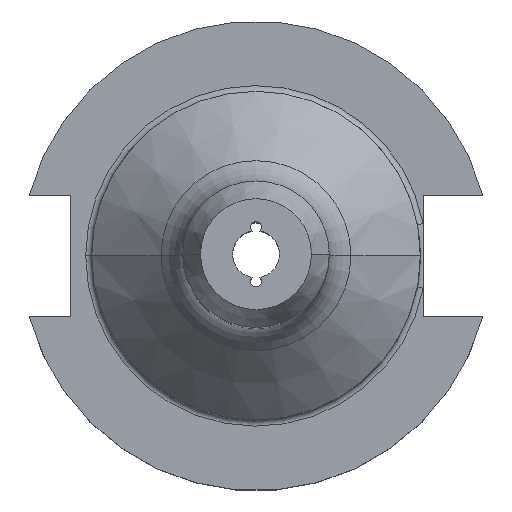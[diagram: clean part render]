
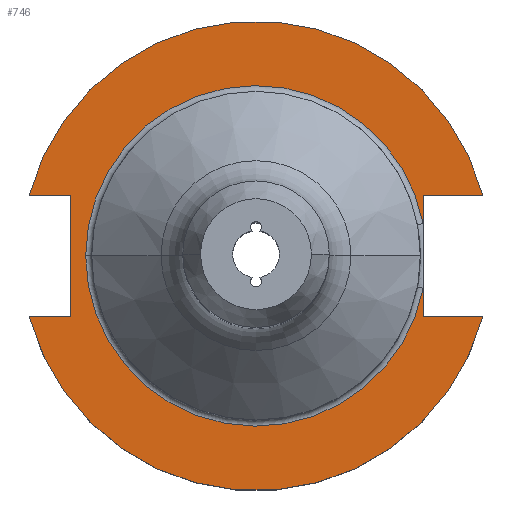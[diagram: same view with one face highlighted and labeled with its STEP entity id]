
A CAD part, top view. The second image highlights one B-rep face of the part: STEP entity #746.
In plain terms, the highlighted planar face has unit normal (0, 0, 1).
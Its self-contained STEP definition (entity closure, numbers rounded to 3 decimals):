
#70 = LINE ( 'NONE', #1659, #1017 ) ;
#85 = VERTEX_POINT ( 'NONE', #1918 ) ;
#102 = CARTESIAN_POINT ( 'NONE',  ( -30.675, -8.191, 19.05 ) ) ;
#109 = ORIENTED_EDGE ( 'NONE', *, *, #1135, .T. ) ;
#111 = ORIENTED_EDGE ( 'NONE', *, *, #572, .T. ) ;
#116 = LINE ( 'NONE', #1238, #879 ) ;
#118 = VERTEX_POINT ( 'NONE', #1911 ) ;
#197 = CARTESIAN_POINT ( 'NONE',  ( 22.606, 8.191, 19.05 ) ) ;
#221 = LINE ( 'NONE', #1195, #1453 ) ;
#253 = EDGE_CURVE ( 'NONE', #85, #801, #221, .T. ) ;
#295 = EDGE_LOOP ( 'NONE', ( #902, #1719, #109, #1860, #403, #406, #111, #1190, #1726, #1850, #1296 ) ) ;
#328 = CARTESIAN_POINT ( 'NONE',  ( 0., 0., 19.05 ) ) ;
#345 = EDGE_CURVE ( 'NONE', #1820, #1217, #116, .T. ) ;
#364 = CARTESIAN_POINT ( 'NONE',  ( -61.091, 8.191, 19.05 ) ) ;
#403 = ORIENTED_EDGE ( 'NONE', *, *, #1485, .F. ) ;
#406 = ORIENTED_EDGE ( 'NONE', *, *, #973, .T. ) ;
#462 = CIRCLE ( 'NONE', #1849, 31.75 ) ;
#500 = AXIS2_PLACEMENT_3D ( 'NONE', #1346, #1032, #624 ) ;
#529 = AXIS2_PLACEMENT_3D ( 'NONE', #535, #1676, #701 ) ;
#535 = CARTESIAN_POINT ( 'NONE',  ( 0., 0., 19.05 ) ) ;
#569 = AXIS2_PLACEMENT_3D ( 'NONE', #831, #1960, #993 ) ;
#572 = EDGE_CURVE ( 'NONE', #752, #118, #945, .T. ) ;
#585 = LINE ( 'NONE', #667, #1397 ) ;
#602 = EDGE_CURVE ( 'NONE', #1820, #801, #462, .T. ) ;
#624 = DIRECTION ( 'NONE',  ( -1., 0., 0. ) ) ;
#646 = DIRECTION ( 'NONE',  ( 0., 1., 0. ) ) ;
#661 = CARTESIAN_POINT ( 'NONE',  ( 22.606, 22.225, 19.05 ) ) ;
#662 = VERTEX_POINT ( 'NONE', #1620 ) ;
#667 = CARTESIAN_POINT ( 'NONE',  ( 0., 8.191, 19.05 ) ) ;
#670 = CARTESIAN_POINT ( 'NONE',  ( 30.675, 8.191, 19.05 ) ) ;
#682 = DIRECTION ( 'NONE',  ( 0., -1., 0. ) ) ;
#689 = CIRCLE ( 'NONE', #569, 23.025 ) ;
#701 = DIRECTION ( 'NONE',  ( -1., 0., 0. ) ) ;
#702 = DIRECTION ( 'NONE',  ( 1., 0., 0. ) ) ;
#740 = FACE_OUTER_BOUND ( 'NONE', #295, .T. ) ;
#746 = ADVANCED_FACE ( 'NONE', ( #740 ), #1013, .F. ) ;
#752 = VERTEX_POINT ( 'NONE', #946 ) ;
#798 = VERTEX_POINT ( 'NONE', #1917 ) ;
#801 = VERTEX_POINT ( 'NONE', #1602 ) ;
#805 = CARTESIAN_POINT ( 'NONE',  ( 22.606, 22.225, 19.05 ) ) ;
#831 = CARTESIAN_POINT ( 'NONE',  ( 0., 0., 19.05 ) ) ;
#848 = DIRECTION ( 'NONE',  ( 0., 0., 1. ) ) ;
#879 = VECTOR ( 'NONE', #1060, 1000. ) ;
#902 = ORIENTED_EDGE ( 'NONE', *, *, #2041, .T. ) ;
#925 = EDGE_CURVE ( 'NONE', #662, #798, #689, .T. ) ;
#945 = LINE ( 'NONE', #364, #1426 ) ;
#946 = CARTESIAN_POINT ( 'NONE',  ( -30.675, 8.191, 19.05 ) ) ;
#964 = DIRECTION ( 'NONE',  ( 1., 0., 0. ) ) ;
#973 = EDGE_CURVE ( 'NONE', #2052, #752, #1833, .T. ) ;
#993 = DIRECTION ( 'NONE',  ( -1., 0., 0. ) ) ;
#1013 = PLANE ( 'NONE',  #500 ) ;
#1017 = VECTOR ( 'NONE', #682, 1000. ) ;
#1021 = LINE ( 'NONE', #661, #1832 ) ;
#1029 = CARTESIAN_POINT ( 'NONE',  ( -25.091, -8.191, 19.05 ) ) ;
#1032 = DIRECTION ( 'NONE',  ( 0., 0., -1. ) ) ;
#1060 = DIRECTION ( 'NONE',  ( 1., 0., 0. ) ) ;
#1110 = AXIS2_PLACEMENT_3D ( 'NONE', #1819, #848, #1970 ) ;
#1116 = VECTOR ( 'NONE', #646, 1000. ) ;
#1135 = EDGE_CURVE ( 'NONE', #798, #1212, #1145, .T. ) ;
#1145 = CIRCLE ( 'NONE', #529, 23.025 ) ;
#1190 = ORIENTED_EDGE ( 'NONE', *, *, #1555, .T. ) ;
#1195 = CARTESIAN_POINT ( 'NONE',  ( 0., -8.191, 19.05 ) ) ;
#1212 = VERTEX_POINT ( 'NONE', #1843 ) ;
#1217 = VERTEX_POINT ( 'NONE', #1029 ) ;
#1238 = CARTESIAN_POINT ( 'NONE',  ( -61.091, -8.191, 19.05 ) ) ;
#1296 = ORIENTED_EDGE ( 'NONE', *, *, #253, .F. ) ;
#1346 = CARTESIAN_POINT ( 'NONE',  ( 0., 22.225, 19.05 ) ) ;
#1397 = VECTOR ( 'NONE', #1482, 1000. ) ;
#1426 = VECTOR ( 'NONE', #1798, 1000. ) ;
#1453 = VECTOR ( 'NONE', #702, 1000. ) ;
#1459 = DIRECTION ( 'NONE',  ( 0., 0., 1. ) ) ;
#1473 = DIRECTION ( 'NONE',  ( 0., 1., 0. ) ) ;
#1482 = DIRECTION ( 'NONE',  ( -1., 0., 0. ) ) ;
#1485 = EDGE_CURVE ( 'NONE', #2052, #1525, #585, .T. ) ;
#1525 = VERTEX_POINT ( 'NONE', #197 ) ;
#1555 = EDGE_CURVE ( 'NONE', #118, #1217, #70, .T. ) ;
#1596 = LINE ( 'NONE', #805, #1116 ) ;
#1602 = CARTESIAN_POINT ( 'NONE',  ( 30.675, -8.191, 19.05 ) ) ;
#1620 = CARTESIAN_POINT ( 'NONE',  ( 22.606, -4.373, 19.05 ) ) ;
#1659 = CARTESIAN_POINT ( 'NONE',  ( -25.091, 8.191, 19.05 ) ) ;
#1676 = DIRECTION ( 'NONE',  ( 0., 0., -1. ) ) ;
#1719 = ORIENTED_EDGE ( 'NONE', *, *, #925, .T. ) ;
#1726 = ORIENTED_EDGE ( 'NONE', *, *, #345, .F. ) ;
#1798 = DIRECTION ( 'NONE',  ( 1., 0., 0. ) ) ;
#1819 = CARTESIAN_POINT ( 'NONE',  ( 0., 0., 19.05 ) ) ;
#1820 = VERTEX_POINT ( 'NONE', #102 ) ;
#1832 = VECTOR ( 'NONE', #1473, 1000. ) ;
#1833 = CIRCLE ( 'NONE', #1110, 31.75 ) ;
#1843 = CARTESIAN_POINT ( 'NONE',  ( 22.606, 4.373, 19.05 ) ) ;
#1849 = AXIS2_PLACEMENT_3D ( 'NONE', #328, #1459, #964 ) ;
#1850 = ORIENTED_EDGE ( 'NONE', *, *, #602, .T. ) ;
#1860 = ORIENTED_EDGE ( 'NONE', *, *, #2007, .T. ) ;
#1911 = CARTESIAN_POINT ( 'NONE',  ( -25.091, 8.191, 19.05 ) ) ;
#1917 = CARTESIAN_POINT ( 'NONE',  ( -23.025, 0., 19.05 ) ) ;
#1918 = CARTESIAN_POINT ( 'NONE',  ( 22.606, -8.191, 19.05 ) ) ;
#1960 = DIRECTION ( 'NONE',  ( 0., 0., -1. ) ) ;
#1970 = DIRECTION ( 'NONE',  ( 1., 0., 0. ) ) ;
#2007 = EDGE_CURVE ( 'NONE', #1212, #1525, #1596, .T. ) ;
#2041 = EDGE_CURVE ( 'NONE', #85, #662, #1021, .T. ) ;
#2052 = VERTEX_POINT ( 'NONE', #670 ) ;
